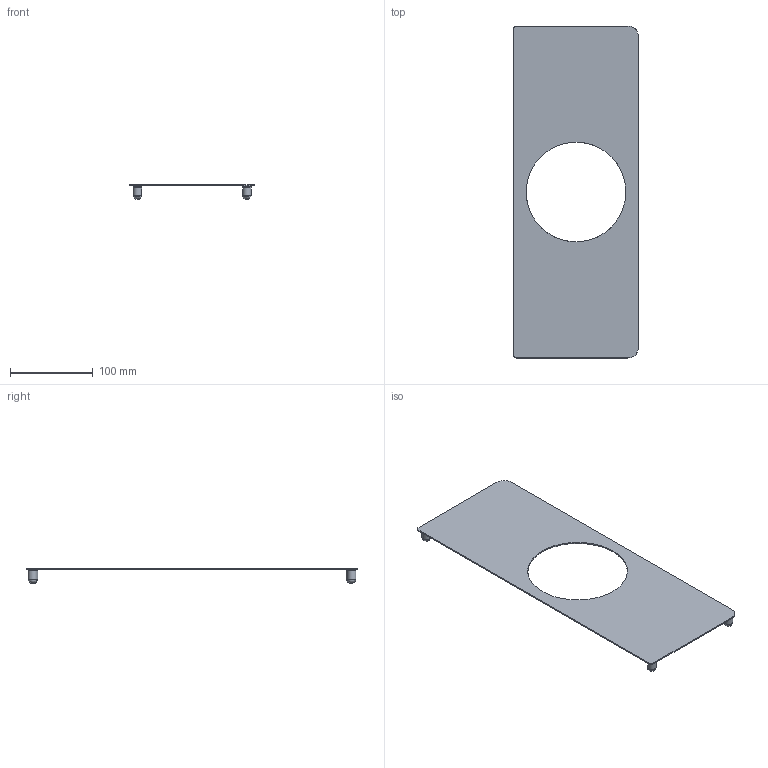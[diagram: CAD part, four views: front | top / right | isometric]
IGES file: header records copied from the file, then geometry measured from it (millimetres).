
Global section: file name: 241_D; native system: Autodesk Inventor 2022; preprocessor: unknown; author: R. Madlener; date: 20230227.144751; units: millimetre
Bounding box: 150 x 400 x 17.9 mm (x, y, z)
Volume: 77560.6 mm3; surface area: 102146.1 mm2
Topology: 1 solids, 9 shells, 47 faces, 123 edges, 86 vertices
Faces by surface type: bspline 47
